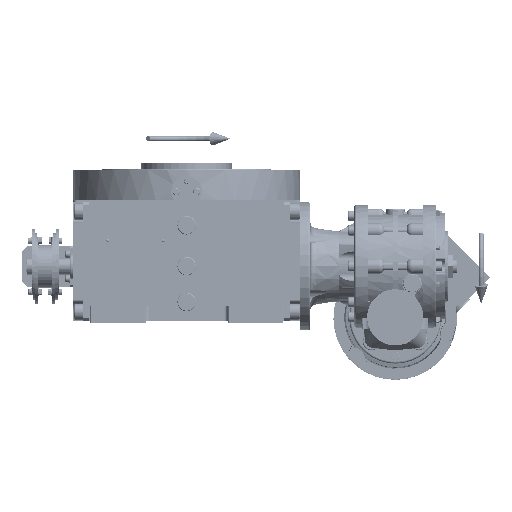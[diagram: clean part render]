
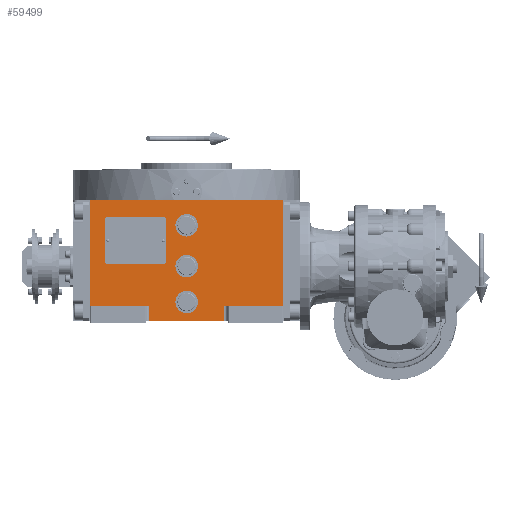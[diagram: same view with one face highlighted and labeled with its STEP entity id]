
A CAD part, top view. The second image highlights one B-rep face of the part: STEP entity #59499.
In plain terms, the highlighted planar face has unit normal (0, 0, 1).
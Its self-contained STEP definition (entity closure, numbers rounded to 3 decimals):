
#221 = CARTESIAN_POINT ( 'NONE',  ( 37., -38.5, 163.5 ) ) ;
#1762 = DIRECTION ( 'NONE',  ( 0., 0., 1. ) ) ;
#2956 = VECTOR ( 'NONE', #160004, 1000. ) ;
#6326 = FACE_OUTER_BOUND ( 'NONE', #25328, .T. ) ;
#9190 = VECTOR ( 'NONE', #29545, 1000. ) ;
#11600 = DIRECTION ( 'NONE',  ( -1., 0., 0. ) ) ;
#13353 = CARTESIAN_POINT ( 'NONE',  ( -37., -53.5, 163.5 ) ) ;
#14721 = CARTESIAN_POINT ( 'NONE',  ( 0., 0., 163.5 ) ) ;
#15073 = EDGE_CURVE ( 'NONE', #84570, #44609, #84177, .T. ) ;
#15077 = LINE ( 'NONE', #13353, #2956 ) ;
#17596 = ORIENTED_EDGE ( 'NONE', *, *, #56730, .F. ) ;
#18093 = CARTESIAN_POINT ( 'NONE',  ( -37., -53.5, 163.5 ) ) ;
#18774 = DIRECTION ( 'NONE',  ( 1., 0., 0. ) ) ;
#19523 = ORIENTED_EDGE ( 'NONE', *, *, #165897, .T. ) ;
#20817 = AXIS2_PLACEMENT_3D ( 'NONE', #118775, #105595, #11600 ) ;
#21592 = EDGE_CURVE ( 'NONE', #85030, #87714, #66337, .T. ) ;
#25177 = EDGE_LOOP ( 'NONE', ( #168362, #155187 ) ) ;
#25294 = DIRECTION ( 'NONE',  ( 1., 0., 0. ) ) ;
#25328 = EDGE_LOOP ( 'NONE', ( #59647, #157837, #158627, #19523, #32931, #36558, #38469, #138802 ) ) ;
#25945 = DIRECTION ( 'NONE',  ( 1., 0., 0. ) ) ;
#26362 = VECTOR ( 'NONE', #25945, 1000. ) ;
#26613 = VERTEX_POINT ( 'NONE', #33941 ) ;
#27012 = CARTESIAN_POINT ( 'NONE',  ( -11., -35., 163.5 ) ) ;
#29545 = DIRECTION ( 'NONE',  ( 1., 0., 0. ) ) ;
#32358 = VERTEX_POINT ( 'NONE', #168153 ) ;
#32931 = ORIENTED_EDGE ( 'NONE', *, *, #104286, .F. ) ;
#33346 = ORIENTED_EDGE ( 'NONE', *, *, #79194, .F. ) ;
#33523 = DIRECTION ( 'NONE',  ( 1., 0., 0. ) ) ;
#33845 = CARTESIAN_POINT ( 'NONE',  ( -37., -38.5, 163.5 ) ) ;
#33941 = CARTESIAN_POINT ( 'NONE',  ( -11., 0., 163.5 ) ) ;
#34277 = VERTEX_POINT ( 'NONE', #84498 ) ;
#36558 = ORIENTED_EDGE ( 'NONE', *, *, #82722, .F. ) ;
#38469 = ORIENTED_EDGE ( 'NONE', *, *, #21592, .T. ) ;
#42405 = AXIS2_PLACEMENT_3D ( 'NONE', #135228, #1762, #145786 ) ;
#43664 = DIRECTION ( 'NONE',  ( 0., 0., 1. ) ) ;
#44609 = VERTEX_POINT ( 'NONE', #89406 ) ;
#48919 = AXIS2_PLACEMENT_3D ( 'NONE', #168764, #114412, #101226 ) ;
#50057 = VECTOR ( 'NONE', #73732, 1000. ) ;
#50150 = DIRECTION ( 'NONE',  ( 0., 1., 0. ) ) ;
#52300 = CARTESIAN_POINT ( 'NONE',  ( 94.5, -38.5, 163.5 ) ) ;
#54235 = DIRECTION ( 'NONE',  ( 0., 0., 1. ) ) ;
#56730 = EDGE_CURVE ( 'NONE', #136548, #146934, #124698, .T. ) ;
#56838 = DIRECTION ( 'NONE',  ( -1., 0., 0. ) ) ;
#58787 = LINE ( 'NONE', #74601, #50057 ) ;
#59499 = ADVANCED_FACE ( 'NONE', ( #86281, #101178, #168716, #6326 ), #169591, .T. ) ;
#59647 = ORIENTED_EDGE ( 'NONE', *, *, #75904, .T. ) ;
#61641 = DIRECTION ( 'NONE',  ( 0., 0., 1. ) ) ;
#62561 = CIRCLE ( 'NONE', #101807, 11. ) ;
#66114 = LINE ( 'NONE', #221, #105238 ) ;
#66337 = LINE ( 'NONE', #119920, #26362 ) ;
#67622 = CIRCLE ( 'NONE', #42405, 11. ) ;
#70444 = EDGE_CURVE ( 'NONE', #26613, #168939, #153576, .T. ) ;
#73732 = DIRECTION ( 'NONE',  ( 1., 0., 0. ) ) ;
#74601 = CARTESIAN_POINT ( 'NONE',  ( -94.5, 64.5, 163.5 ) ) ;
#75904 = EDGE_CURVE ( 'NONE', #32358, #34277, #149817, .T. ) ;
#79194 = EDGE_CURVE ( 'NONE', #44609, #84570, #90950, .T. ) ;
#80421 = EDGE_CURVE ( 'NONE', #117847, #34277, #66114, .T. ) ;
#82722 = EDGE_CURVE ( 'NONE', #85030, #157300, #130931, .T. ) ;
#84177 = CIRCLE ( 'NONE', #165458, 11. ) ;
#84498 = CARTESIAN_POINT ( 'NONE',  ( 37., -53.5, 163.5 ) ) ;
#84570 = VERTEX_POINT ( 'NONE', #103869 ) ;
#84697 = LINE ( 'NONE', #124229, #104933 ) ;
#85030 = VERTEX_POINT ( 'NONE', #124431 ) ;
#86001 = CARTESIAN_POINT ( 'NONE',  ( 11., -35., 163.5 ) ) ;
#86281 = FACE_BOUND ( 'NONE', #25177, .T. ) ;
#87714 = VERTEX_POINT ( 'NONE', #33845 ) ;
#89406 = CARTESIAN_POINT ( 'NONE',  ( -11., 40., 163.5 ) ) ;
#89803 = EDGE_CURVE ( 'NONE', #146934, #136548, #67622, .T. ) ;
#90950 = CIRCLE ( 'NONE', #20817, 11. ) ;
#95018 = VERTEX_POINT ( 'NONE', #171023 ) ;
#98317 = DIRECTION ( 'NONE',  ( 0., -1., 0. ) ) ;
#101178 = FACE_BOUND ( 'NONE', #111162, .T. ) ;
#101226 = DIRECTION ( 'NONE',  ( 1., 0., 0. ) ) ;
#101807 = AXIS2_PLACEMENT_3D ( 'NONE', #131518, #54235, #25294 ) ;
#103278 = VECTOR ( 'NONE', #133082, 1000. ) ;
#103869 = CARTESIAN_POINT ( 'NONE',  ( 11., 40., 163.5 ) ) ;
#104286 = EDGE_CURVE ( 'NONE', #157300, #95018, #58787, .T. ) ;
#104933 = VECTOR ( 'NONE', #18774, 1000. ) ;
#105110 = CARTESIAN_POINT ( 'NONE',  ( 37., -38.5, 163.5 ) ) ;
#105238 = VECTOR ( 'NONE', #98317, 1000. ) ;
#105595 = DIRECTION ( 'NONE',  ( 0., 0., 1. ) ) ;
#111162 = EDGE_LOOP ( 'NONE', ( #17596, #120232 ) ) ;
#111167 = VECTOR ( 'NONE', #50150, 1000. ) ;
#112636 = DIRECTION ( 'NONE',  ( 0., 0., 1. ) ) ;
#114412 = DIRECTION ( 'NONE',  ( 0., 0., 1. ) ) ;
#116015 = VERTEX_POINT ( 'NONE', #125568 ) ;
#117847 = VERTEX_POINT ( 'NONE', #105110 ) ;
#118775 = CARTESIAN_POINT ( 'NONE',  ( 0., 40., 163.5 ) ) ;
#119148 = CARTESIAN_POINT ( 'NONE',  ( 11., 0., 163.5 ) ) ;
#119920 = CARTESIAN_POINT ( 'NONE',  ( -94.5, -38.5, 163.5 ) ) ;
#120232 = ORIENTED_EDGE ( 'NONE', *, *, #89803, .F. ) ;
#123329 = EDGE_CURVE ( 'NONE', #32358, #87714, #15077, .T. ) ;
#123774 = ORIENTED_EDGE ( 'NONE', *, *, #15073, .F. ) ;
#124229 = CARTESIAN_POINT ( 'NONE',  ( 37., -38.5, 163.5 ) ) ;
#124431 = CARTESIAN_POINT ( 'NONE',  ( -94.5, -38.5, 163.5 ) ) ;
#124698 = CIRCLE ( 'NONE', #48919, 11. ) ;
#125568 = CARTESIAN_POINT ( 'NONE',  ( 94.5, -38.5, 163.5 ) ) ;
#127570 = EDGE_LOOP ( 'NONE', ( #123774, #33346 ) ) ;
#128297 = AXIS2_PLACEMENT_3D ( 'NONE', #14721, #43664, #56838 ) ;
#130931 = LINE ( 'NONE', #170426, #111167 ) ;
#131518 = CARTESIAN_POINT ( 'NONE',  ( 0., 0., 163.5 ) ) ;
#133082 = DIRECTION ( 'NONE',  ( 0., 1., 0. ) ) ;
#135228 = CARTESIAN_POINT ( 'NONE',  ( 0., -35., 163.5 ) ) ;
#136548 = VERTEX_POINT ( 'NONE', #86001 ) ;
#137528 = AXIS2_PLACEMENT_3D ( 'NONE', #166119, #61641, #141509 ) ;
#138802 = ORIENTED_EDGE ( 'NONE', *, *, #123329, .F. ) ;
#141509 = DIRECTION ( 'NONE',  ( 1., 0., 0. ) ) ;
#143123 = CARTESIAN_POINT ( 'NONE',  ( -94.5, 64.5, 163.5 ) ) ;
#145786 = DIRECTION ( 'NONE',  ( -1., 0., 0. ) ) ;
#146934 = VERTEX_POINT ( 'NONE', #27012 ) ;
#149817 = LINE ( 'NONE', #18093, #9190 ) ;
#153576 = CIRCLE ( 'NONE', #128297, 11. ) ;
#155187 = ORIENTED_EDGE ( 'NONE', *, *, #70444, .F. ) ;
#157300 = VERTEX_POINT ( 'NONE', #143123 ) ;
#157837 = ORIENTED_EDGE ( 'NONE', *, *, #80421, .F. ) ;
#158627 = ORIENTED_EDGE ( 'NONE', *, *, #171843, .T. ) ;
#158745 = EDGE_CURVE ( 'NONE', #168939, #26613, #62561, .T. ) ;
#160004 = DIRECTION ( 'NONE',  ( 0., 1., 0. ) ) ;
#165458 = AXIS2_PLACEMENT_3D ( 'NONE', #166963, #112636, #33523 ) ;
#165897 = EDGE_CURVE ( 'NONE', #116015, #95018, #172556, .T. ) ;
#166119 = CARTESIAN_POINT ( 'NONE',  ( -94.5, -53.5, 163.5 ) ) ;
#166963 = CARTESIAN_POINT ( 'NONE',  ( 0., 40., 163.5 ) ) ;
#168153 = CARTESIAN_POINT ( 'NONE',  ( -37., -53.5, 163.5 ) ) ;
#168362 = ORIENTED_EDGE ( 'NONE', *, *, #158745, .F. ) ;
#168716 = FACE_BOUND ( 'NONE', #127570, .T. ) ;
#168764 = CARTESIAN_POINT ( 'NONE',  ( 0., -35., 163.5 ) ) ;
#168939 = VERTEX_POINT ( 'NONE', #119148 ) ;
#169591 = PLANE ( 'NONE',  #137528 ) ;
#170426 = CARTESIAN_POINT ( 'NONE',  ( -94.5, -38.5, 163.5 ) ) ;
#171023 = CARTESIAN_POINT ( 'NONE',  ( 94.5, 64.5, 163.5 ) ) ;
#171843 = EDGE_CURVE ( 'NONE', #117847, #116015, #84697, .T. ) ;
#172556 = LINE ( 'NONE', #52300, #103278 ) ;
